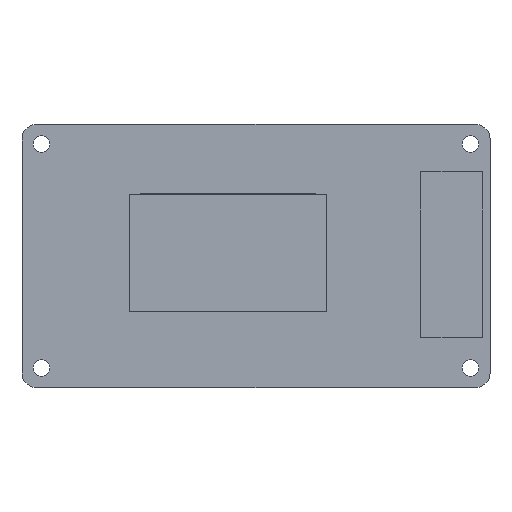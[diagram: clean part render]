
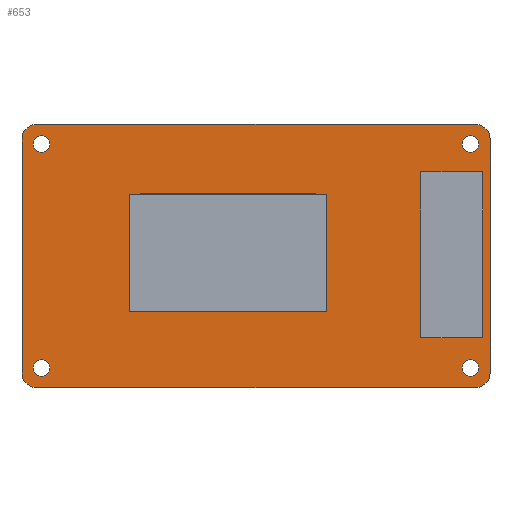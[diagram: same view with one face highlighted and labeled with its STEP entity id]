
A CAD part, top view. The second image highlights one B-rep face of the part: STEP entity #653.
In plain terms, the highlighted planar face has unit normal (0, 0, 1).
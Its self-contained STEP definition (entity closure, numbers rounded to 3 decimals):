
#36=FACE_BOUND('',#131,.T.);
#37=FACE_BOUND('',#132,.T.);
#38=FACE_BOUND('',#133,.T.);
#39=FACE_BOUND('',#134,.T.);
#40=FACE_BOUND('',#135,.T.);
#41=FACE_BOUND('',#136,.T.);
#42=FACE_BOUND('',#137,.T.);
#43=FACE_BOUND('',#138,.T.);
#44=FACE_BOUND('',#139,.T.);
#62=PLANE('',#751);
#96=FACE_OUTER_BOUND('',#130,.T.);
#130=EDGE_LOOP('',(#526,#527,#528,#529,#530,#531,#532,#533));
#131=EDGE_LOOP('',(#534));
#132=EDGE_LOOP('',(#535));
#133=EDGE_LOOP('',(#536));
#134=EDGE_LOOP('',(#537));
#135=EDGE_LOOP('',(#538));
#136=EDGE_LOOP('',(#539));
#137=EDGE_LOOP('',(#540));
#138=EDGE_LOOP('',(#541));
#139=EDGE_LOOP('',(#542,#543,#544,#545));
#168=LINE('',#999,#228);
#171=LINE('',#1005,#231);
#174=LINE('',#1011,#234);
#177=LINE('',#1015,#237);
#184=LINE('',#1047,#244);
#188=LINE('',#1059,#248);
#192=LINE('',#1071,#252);
#196=LINE('',#1083,#256);
#228=VECTOR('',#809,10.);
#231=VECTOR('',#814,10.);
#234=VECTOR('',#819,10.);
#237=VECTOR('',#824,10.);
#244=VECTOR('',#857,10.);
#248=VECTOR('',#869,10.);
#252=VECTOR('',#881,10.);
#256=VECTOR('',#893,10.);
#283=CIRCLE('',#709,0.953);
#285=CIRCLE('',#712,0.953);
#287=CIRCLE('',#715,0.953);
#289=CIRCLE('',#718,0.953);
#290=CIRCLE('',#724,1.7);
#292=CIRCLE('',#727,1.7);
#294=CIRCLE('',#730,1.7);
#296=CIRCLE('',#733,1.7);
#299=CIRCLE('',#738,3.);
#301=CIRCLE('',#742,3.);
#303=CIRCLE('',#746,3.);
#305=CIRCLE('',#750,3.);
#307=VERTEX_POINT('',#971);
#309=VERTEX_POINT('',#977);
#311=VERTEX_POINT('',#983);
#313=VERTEX_POINT('',#989);
#316=VERTEX_POINT('',#996);
#317=VERTEX_POINT('',#998);
#319=VERTEX_POINT('',#1004);
#321=VERTEX_POINT('',#1010);
#322=VERTEX_POINT('',#1017);
#324=VERTEX_POINT('',#1023);
#326=VERTEX_POINT('',#1029);
#328=VERTEX_POINT('',#1035);
#332=VERTEX_POINT('',#1044);
#333=VERTEX_POINT('',#1046);
#335=VERTEX_POINT('',#1052);
#337=VERTEX_POINT('',#1058);
#339=VERTEX_POINT('',#1064);
#341=VERTEX_POINT('',#1070);
#343=VERTEX_POINT('',#1076);
#345=VERTEX_POINT('',#1082);
#364=EDGE_CURVE('',#307,#307,#283,.T.);
#367=EDGE_CURVE('',#309,#309,#285,.T.);
#370=EDGE_CURVE('',#311,#311,#287,.T.);
#373=EDGE_CURVE('',#313,#313,#289,.T.);
#376=EDGE_CURVE('',#317,#316,#168,.T.);
#379=EDGE_CURVE('',#319,#317,#171,.T.);
#382=EDGE_CURVE('',#321,#319,#174,.T.);
#385=EDGE_CURVE('',#316,#321,#177,.T.);
#386=EDGE_CURVE('',#322,#322,#290,.T.);
#389=EDGE_CURVE('',#324,#324,#292,.T.);
#392=EDGE_CURVE('',#326,#326,#294,.T.);
#395=EDGE_CURVE('',#328,#328,#296,.T.);
#400=EDGE_CURVE('',#333,#332,#184,.T.);
#403=EDGE_CURVE('',#335,#333,#299,.T.);
#406=EDGE_CURVE('',#337,#335,#188,.T.);
#409=EDGE_CURVE('',#339,#337,#301,.T.);
#412=EDGE_CURVE('',#341,#339,#192,.T.);
#415=EDGE_CURVE('',#343,#341,#303,.T.);
#418=EDGE_CURVE('',#345,#343,#196,.T.);
#421=EDGE_CURVE('',#332,#345,#305,.T.);
#526=ORIENTED_EDGE('',*,*,#421,.T.);
#527=ORIENTED_EDGE('',*,*,#418,.T.);
#528=ORIENTED_EDGE('',*,*,#415,.T.);
#529=ORIENTED_EDGE('',*,*,#412,.T.);
#530=ORIENTED_EDGE('',*,*,#409,.T.);
#531=ORIENTED_EDGE('',*,*,#406,.T.);
#532=ORIENTED_EDGE('',*,*,#403,.T.);
#533=ORIENTED_EDGE('',*,*,#400,.T.);
#534=ORIENTED_EDGE('',*,*,#364,.T.);
#535=ORIENTED_EDGE('',*,*,#367,.T.);
#536=ORIENTED_EDGE('',*,*,#370,.T.);
#537=ORIENTED_EDGE('',*,*,#373,.T.);
#538=ORIENTED_EDGE('',*,*,#395,.T.);
#539=ORIENTED_EDGE('',*,*,#392,.T.);
#540=ORIENTED_EDGE('',*,*,#389,.T.);
#541=ORIENTED_EDGE('',*,*,#386,.T.);
#542=ORIENTED_EDGE('',*,*,#385,.T.);
#543=ORIENTED_EDGE('',*,*,#382,.T.);
#544=ORIENTED_EDGE('',*,*,#379,.T.);
#545=ORIENTED_EDGE('',*,*,#376,.T.);
#653=ADVANCED_FACE('',(#96,#36,#37,#38,#39,#40,#41,#42,#43,#44),#62,.T.);
#709=AXIS2_PLACEMENT_3D('',#973,#782,#783);
#712=AXIS2_PLACEMENT_3D('',#979,#789,#790);
#715=AXIS2_PLACEMENT_3D('',#985,#796,#797);
#718=AXIS2_PLACEMENT_3D('',#991,#803,#804);
#724=AXIS2_PLACEMENT_3D('',#1018,#827,#828);
#727=AXIS2_PLACEMENT_3D('',#1024,#834,#835);
#730=AXIS2_PLACEMENT_3D('',#1030,#841,#842);
#733=AXIS2_PLACEMENT_3D('',#1036,#848,#849);
#738=AXIS2_PLACEMENT_3D('',#1053,#863,#864);
#742=AXIS2_PLACEMENT_3D('',#1065,#875,#876);
#746=AXIS2_PLACEMENT_3D('',#1077,#887,#888);
#750=AXIS2_PLACEMENT_3D('',#1087,#899,#900);
#751=AXIS2_PLACEMENT_3D('',#1088,#901,#902);
#782=DIRECTION('center_axis',(0.,0.,-1.));
#783=DIRECTION('ref_axis',(1.,0.,0.));
#789=DIRECTION('center_axis',(0.,0.,-1.));
#790=DIRECTION('ref_axis',(1.,0.,0.));
#796=DIRECTION('center_axis',(0.,0.,-1.));
#797=DIRECTION('ref_axis',(1.,0.,0.));
#803=DIRECTION('center_axis',(0.,0.,-1.));
#804=DIRECTION('ref_axis',(1.,0.,0.));
#809=DIRECTION('',(1.,0.,0.));
#814=DIRECTION('',(0.,1.,0.));
#819=DIRECTION('',(-1.,0.,0.));
#824=DIRECTION('',(0.,-1.,0.));
#827=DIRECTION('center_axis',(0.,0.,-1.));
#828=DIRECTION('ref_axis',(1.,0.,0.));
#834=DIRECTION('center_axis',(0.,0.,-1.));
#835=DIRECTION('ref_axis',(1.,0.,0.));
#841=DIRECTION('center_axis',(0.,0.,-1.));
#842=DIRECTION('ref_axis',(1.,0.,0.));
#848=DIRECTION('center_axis',(0.,0.,-1.));
#849=DIRECTION('ref_axis',(1.,0.,0.));
#857=DIRECTION('',(0.,1.,0.));
#863=DIRECTION('center_axis',(0.,0.,1.));
#864=DIRECTION('ref_axis',(0.,-1.,0.));
#869=DIRECTION('',(1.,0.,0.));
#875=DIRECTION('center_axis',(0.,0.,1.));
#876=DIRECTION('ref_axis',(-1.,0.,0.));
#881=DIRECTION('',(0.,-1.,0.));
#887=DIRECTION('center_axis',(0.,0.,1.));
#888=DIRECTION('ref_axis',(0.,1.,0.));
#893=DIRECTION('',(-1.,0.,0.));
#899=DIRECTION('center_axis',(0.,0.,1.));
#900=DIRECTION('ref_axis',(1.,0.,0.));
#901=DIRECTION('center_axis',(0.,0.,1.));
#902=DIRECTION('ref_axis',(1.,0.,0.));
#971=CARTESIAN_POINT('',(92.788,38.626,1.57));
#973=CARTESIAN_POINT('Origin',(93.74,38.626,1.57));
#977=CARTESIAN_POINT('',(92.788,30.376,1.57));
#979=CARTESIAN_POINT('Origin',(93.74,30.376,1.57));
#983=CARTESIAN_POINT('',(92.788,22.126,1.57));
#985=CARTESIAN_POINT('Origin',(93.74,22.126,1.57));
#989=CARTESIAN_POINT('',(92.788,46.881,1.57));
#991=CARTESIAN_POINT('Origin',(93.74,46.881,1.57));
#996=CARTESIAN_POINT('',(69.89,47.16,1.57));
#998=CARTESIAN_POINT('',(33.89,47.16,1.57));
#999=CARTESIAN_POINT('',(33.89,47.16,1.57));
#1004=CARTESIAN_POINT('',(33.89,22.86,1.57));
#1005=CARTESIAN_POINT('',(33.89,22.86,1.57));
#1010=CARTESIAN_POINT('',(69.89,22.86,1.57));
#1011=CARTESIAN_POINT('',(69.89,22.86,1.57));
#1015=CARTESIAN_POINT('',(69.89,47.16,1.57));
#1017=CARTESIAN_POINT('',(99.958,11.29,1.57));
#1018=CARTESIAN_POINT('Origin',(101.658,11.29,1.57));
#1023=CARTESIAN_POINT('',(99.958,57.29,1.57));
#1024=CARTESIAN_POINT('Origin',(101.658,57.29,1.57));
#1029=CARTESIAN_POINT('',(11.958,11.29,1.57));
#1030=CARTESIAN_POINT('Origin',(13.658,11.29,1.57));
#1035=CARTESIAN_POINT('',(11.958,57.29,1.57));
#1036=CARTESIAN_POINT('Origin',(13.658,57.29,1.57));
#1044=CARTESIAN_POINT('',(105.658,58.29,1.57));
#1046=CARTESIAN_POINT('',(105.658,10.29,1.57));
#1047=CARTESIAN_POINT('',(105.658,58.29,1.57));
#1052=CARTESIAN_POINT('',(102.658,7.29,1.57));
#1053=CARTESIAN_POINT('Origin',(102.658,10.29,1.57));
#1058=CARTESIAN_POINT('',(12.658,7.29,1.57));
#1059=CARTESIAN_POINT('',(102.658,7.29,1.57));
#1064=CARTESIAN_POINT('',(9.658,10.29,1.57));
#1065=CARTESIAN_POINT('Origin',(12.658,10.29,1.57));
#1070=CARTESIAN_POINT('',(9.658,58.29,1.57));
#1071=CARTESIAN_POINT('',(9.658,10.29,1.57));
#1076=CARTESIAN_POINT('',(12.658,61.29,1.57));
#1077=CARTESIAN_POINT('Origin',(12.658,58.29,1.57));
#1082=CARTESIAN_POINT('',(102.658,61.29,1.57));
#1083=CARTESIAN_POINT('',(12.658,61.29,1.57));
#1087=CARTESIAN_POINT('Origin',(102.658,58.29,1.57));
#1088=CARTESIAN_POINT('Origin',(57.658,34.29,1.57));
